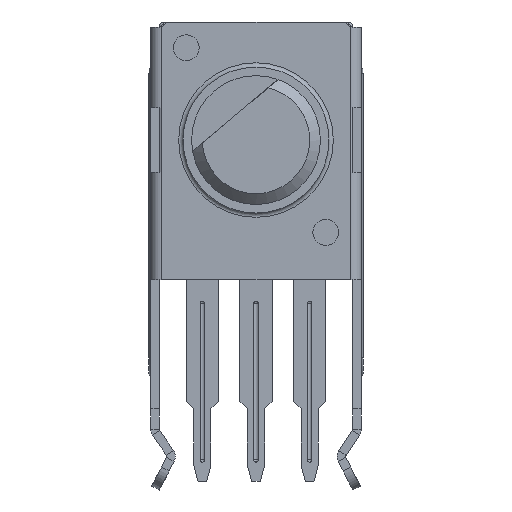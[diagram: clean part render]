
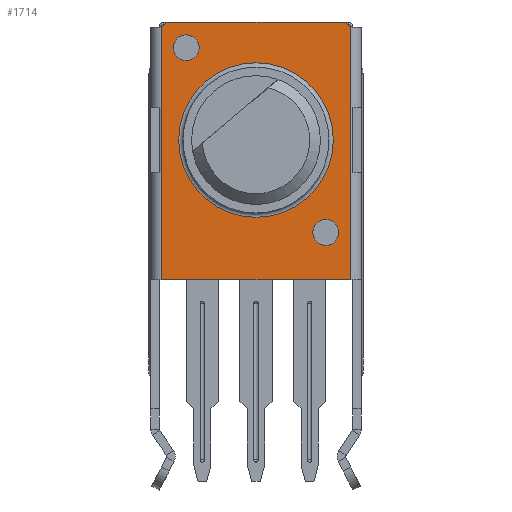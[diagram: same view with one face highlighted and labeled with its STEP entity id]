
A CAD part, front view. The second image highlights one B-rep face of the part: STEP entity #1714.
In plain terms, the highlighted planar face has unit normal (0, -1, 0).
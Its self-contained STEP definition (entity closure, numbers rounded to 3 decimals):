
#1714=ADVANCED_FACE('',(#4612,#4614,#4616,#4618),#4620,.T.);
#4612=FACE_BOUND('',#4613,.T.);
#4613=EDGE_LOOP('',(#6812,#6813,#6814,#6815,#6816,#6817,#6818,#6819,#6820,#6821));
#4614=FACE_BOUND('',#4615,.T.);
#4615=EDGE_LOOP('',(#6822));
#4616=FACE_BOUND('',#4617,.T.);
#4617=EDGE_LOOP('',(#6823));
#4618=FACE_BOUND('',#4619,.T.);
#4619=EDGE_LOOP('',(#6824));
#4620=PLANE('',#4621);
#4621=AXIS2_PLACEMENT_3D('',#4622,#4623,#4624);
#4622=CARTESIAN_POINT('',(0.,-3.7,0.));
#4623=DIRECTION('',(0.,-1.,0.));
#4624=DIRECTION('',(1.,0.,0.));
#6812=ORIENTED_EDGE('',*,*,#7933,.T.);
#6813=ORIENTED_EDGE('',*,*,#7973,.T.);
#6814=ORIENTED_EDGE('',*,*,#7931,.T.);
#6815=ORIENTED_EDGE('',*,*,#7923,.T.);
#6816=ORIENTED_EDGE('',*,*,#7932,.T.);
#6817=ORIENTED_EDGE('',*,*,#7922,.T.);
#6818=ORIENTED_EDGE('',*,*,#7944,.T.);
#6819=ORIENTED_EDGE('',*,*,#7942,.T.);
#6820=ORIENTED_EDGE('',*,*,#7940,.T.);
#6821=ORIENTED_EDGE('',*,*,#7974,.T.);
#6822=ORIENTED_EDGE('',*,*,#7948,.T.);
#6823=ORIENTED_EDGE('',*,*,#7949,.T.);
#6824=ORIENTED_EDGE('',*,*,#7975,.F.);
#7922=EDGE_CURVE('',#8932,#8935,#8978,.T.);
#7923=EDGE_CURVE('',#8906,#8909,#8979,.T.);
#7931=EDGE_CURVE('',#8988,#8906,#8990,.T.);
#7932=EDGE_CURVE('',#8909,#8932,#8991,.F.);
#7933=EDGE_CURVE('',#8992,#8993,#8994,.F.);
#7940=EDGE_CURVE('',#9004,#9002,#9005,.T.);
#7942=EDGE_CURVE('',#9007,#9004,#9008,.T.);
#7944=EDGE_CURVE('',#8935,#9007,#9010,.T.);
#7948=EDGE_CURVE('',#9016,#9016,#9017,.F.);
#7949=EDGE_CURVE('',#9018,#9018,#9019,.F.);
#7973=EDGE_CURVE('',#8993,#8988,#9054,.T.);
#7974=EDGE_CURVE('',#9002,#8992,#9055,.T.);
#7975=EDGE_CURVE('',#9056,#9056,#9057,.T.);
#8906=VERTEX_POINT('',#11012);
#8909=VERTEX_POINT('',#11020);
#8932=VERTEX_POINT('',#11073);
#8935=VERTEX_POINT('',#11081);
#8978=LINE('',#11187,#11188);
#8979=LINE('',#11190,#11191);
#8988=VERTEX_POINT('',#11219);
#8990=LINE('',#11223,#11224);
#8991=LINE('',#11226,#11227);
#8992=VERTEX_POINT('',#11229);
#8993=VERTEX_POINT('',#11230);
#8994=LINE('',#11231,#11232);
#9002=VERTEX_POINT('',#11253);
#9004=VERTEX_POINT('',#11257);
#9005=LINE('',#11258,#11259);
#9007=VERTEX_POINT('',#11264);
#9008=LINE('',#11265,#11266);
#9010=LINE('',#11271,#11272);
#9016=VERTEX_POINT('',#11287);
#9017=CIRCLE('',#11288,0.6);
#9018=VERTEX_POINT('',#11292);
#9019=CIRCLE('',#11293,0.6);
#9054=LINE('',#11387,#11388);
#9055=LINE('',#11390,#11391);
#9056=VERTEX_POINT('',#11393);
#9057=CIRCLE('',#11394,3.6);
#11012=CARTESIAN_POINT('',(4.4,-3.7,6.));
#11020=CARTESIAN_POINT('',(4.4,-3.7,11.));
#11073=CARTESIAN_POINT('',(4.4,-3.7,14.));
#11081=CARTESIAN_POINT('',(4.4,-3.7,17.75));
#11187=CARTESIAN_POINT('',(4.4,-3.7,14.));
#11188=VECTOR('',#11189,1.);
#11189=DIRECTION('',(0.,0.,1.));
#11190=CARTESIAN_POINT('',(4.4,-3.7,6.));
#11191=VECTOR('',#11192,1.);
#11192=DIRECTION('',(0.,0.,1.));
#11219=CARTESIAN_POINT('',(-4.4,-3.7,6.));
#11223=CARTESIAN_POINT('',(-4.4,-3.7,6.));
#11224=VECTOR('',#11225,1.);
#11225=DIRECTION('',(1.,0.,0.));
#11226=CARTESIAN_POINT('',(4.4,-3.7,14.));
#11227=VECTOR('',#11228,1.);
#11228=DIRECTION('',(0.,0.,-1.));
#11229=CARTESIAN_POINT('',(-4.4,-3.7,14.));
#11230=CARTESIAN_POINT('',(-4.4,-3.7,11.));
#11231=CARTESIAN_POINT('',(-4.4,-3.7,11.));
#11232=VECTOR('',#11233,1.);
#11233=DIRECTION('',(0.,0.,1.));
#11253=CARTESIAN_POINT('',(-4.4,-3.7,17.75));
#11257=CARTESIAN_POINT('',(-4.15,-3.7,18.));
#11258=CARTESIAN_POINT('',(-4.15,-3.7,18.));
#11259=VECTOR('',#11260,1.);
#11260=DIRECTION('',(-0.707,0.,-0.707));
#11264=CARTESIAN_POINT('',(4.15,-3.7,18.));
#11265=CARTESIAN_POINT('',(4.15,-3.7,18.));
#11266=VECTOR('',#11267,1.);
#11267=DIRECTION('',(-1.,0.,0.));
#11271=CARTESIAN_POINT('',(4.4,-3.7,17.75));
#11272=VECTOR('',#11273,1.);
#11273=DIRECTION('',(-0.707,0.,0.707));
#11287=CARTESIAN_POINT('',(-2.65,-3.7,16.8));
#11288=AXIS2_PLACEMENT_3D('',#11289,#11290,#11291);
#11289=CARTESIAN_POINT('',(-3.25,-3.7,16.8));
#11290=DIRECTION('',(0.,-1.,0.));
#11291=DIRECTION('',(1.,0.,0.));
#11292=CARTESIAN_POINT('',(3.85,-3.7,8.2));
#11293=AXIS2_PLACEMENT_3D('',#11294,#11295,#11296);
#11294=CARTESIAN_POINT('',(3.25,-3.7,8.2));
#11295=DIRECTION('',(0.,-1.,0.));
#11296=DIRECTION('',(1.,0.,0.));
#11387=CARTESIAN_POINT('',(-4.4,-3.7,11.));
#11388=VECTOR('',#11389,1.);
#11389=DIRECTION('',(0.,0.,-1.));
#11390=CARTESIAN_POINT('',(-4.4,-3.7,17.75));
#11391=VECTOR('',#11392,1.);
#11392=DIRECTION('',(0.,0.,-1.));
#11393=CARTESIAN_POINT('',(3.6,-3.7,12.5));
#11394=AXIS2_PLACEMENT_3D('',#11395,#11396,#11397);
#11395=CARTESIAN_POINT('',(0.,-3.7,12.5));
#11396=DIRECTION('',(0.,-1.,0.));
#11397=DIRECTION('',(1.,0.,0.));
